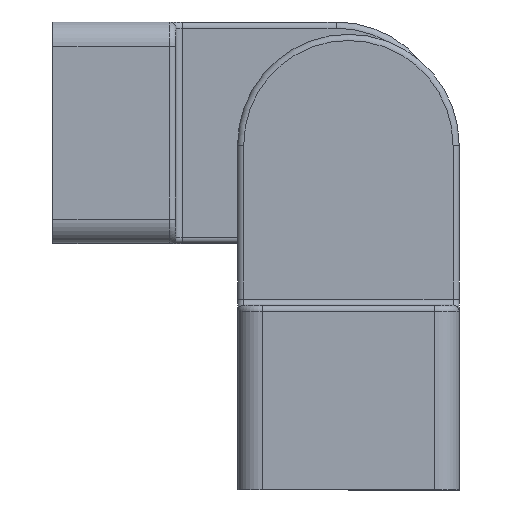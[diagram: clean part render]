
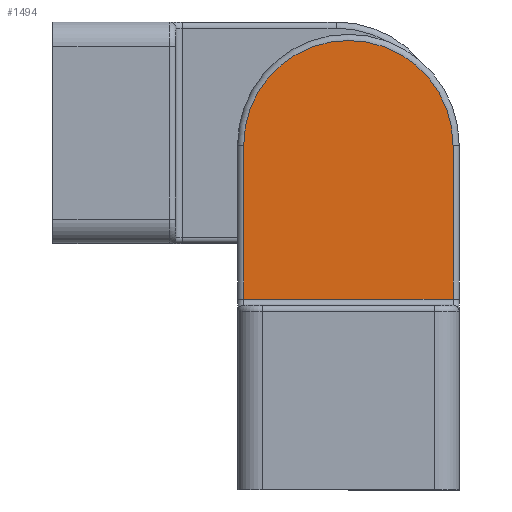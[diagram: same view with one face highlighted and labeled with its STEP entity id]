
A CAD part, left-side view. The second image highlights one B-rep face of the part: STEP entity #1494.
In plain terms, the highlighted planar face has unit normal (-1, 0, 0).
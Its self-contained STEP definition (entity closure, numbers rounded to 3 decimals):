
#95=PLANE('',#1631);
#125=LINE('',#2440,#201);
#127=LINE('',#2446,#203);
#129=LINE('',#2455,#205);
#201=VECTOR('',#1889,17.);
#203=VECTOR('',#1895,12.5);
#205=VECTOR('',#1907,12.5);
#339=FACE_OUTER_BOUND('',#447,.T.);
#447=EDGE_LOOP('',(#1123,#1124,#1125,#1126));
#601=CIRCLE('',#1620,8.5);
#711=VERTEX_POINT('',#2395);
#717=VERTEX_POINT('',#2408);
#726=VERTEX_POINT('',#2442);
#728=VERTEX_POINT('',#2448);
#869=EDGE_CURVE('',#711,#717,#125,.T.);
#872=EDGE_CURVE('',#717,#726,#127,.T.);
#875=EDGE_CURVE('',#726,#728,#601,.T.);
#877=EDGE_CURVE('',#728,#711,#129,.T.);
#1123=ORIENTED_EDGE('',*,*,#869,.F.);
#1124=ORIENTED_EDGE('',*,*,#877,.F.);
#1125=ORIENTED_EDGE('',*,*,#875,.F.);
#1126=ORIENTED_EDGE('',*,*,#872,.F.);
#1494=ADVANCED_FACE('',(#339),#95,.F.);
#1620=AXIS2_PLACEMENT_3D('',#2452,#1902,#1903);
#1631=AXIS2_PLACEMENT_3D('',#2485,#1936,#1937);
#1889=DIRECTION('',(0.,1.,0.));
#1895=DIRECTION('',(0.,0.,1.));
#1902=DIRECTION('center_axis',(1.,0.,0.));
#1903=DIRECTION('ref_axis',(0.,0.,1.));
#1907=DIRECTION('',(0.,0.,-1.));
#1936=DIRECTION('center_axis',(1.,0.,0.));
#1937=DIRECTION('ref_axis',(0.,0.,-1.));
#2395=CARTESIAN_POINT('',(-29.,-8.5,15.5));
#2408=CARTESIAN_POINT('',(-29.,8.5,15.5));
#2440=CARTESIAN_POINT('',(-29.,0.,15.5));
#2442=CARTESIAN_POINT('',(-29.,8.5,28.));
#2446=CARTESIAN_POINT('',(-29.,8.5,11.841));
#2448=CARTESIAN_POINT('',(-29.,-8.5,28.));
#2452=CARTESIAN_POINT('Origin',(-29.,0.,28.));
#2455=CARTESIAN_POINT('',(-29.,-8.5,11.841));
#2485=CARTESIAN_POINT('Origin',(-29.,0.,23.683));
